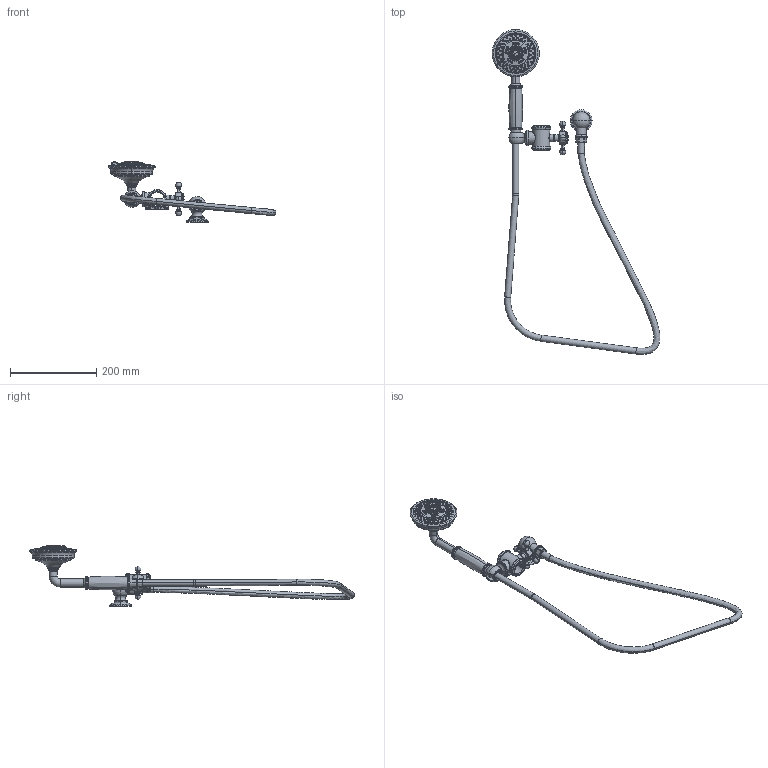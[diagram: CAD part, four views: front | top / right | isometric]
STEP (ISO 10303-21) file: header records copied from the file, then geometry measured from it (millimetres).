
FILE_DESCRIPTION((''),'2;1');
FILE_NAME('930-0442','2020-12-10T14:42:05',('jinson.thomas'),(''),'CREO PARAMETRIC BY PTC INC, 2018400','CREO PARAMETRIC BY PTC INC, 2018400','');
FILE_SCHEMA(('CONFIG_CONTROL_DESIGN'));
Products named in the file (1): 930-0442
Bounding box: 388.63 x 752.72 x 140.55 mm (x, y, z)
Volume: 712485.2 mm3; surface area: 157539.4 mm2
Topology: 2 solids, 3 shells, 1521 faces, 3265 edges, 1915 vertices
Faces by surface type: torus 470, cylinder 347, cone 308, plane 194, sphere 106, bspline 94, revolution 2
Entity records: 59837 total; most frequent: CARTESIAN_POINT 27136, DIRECTION 7305, ORIENTED_EDGE 6492, AXIS2_PLACEMENT_3D 3258, EDGE_CURVE 3246, VERTEX_POINT 1915, CIRCLE 1833, EDGE_LOOP 1709
